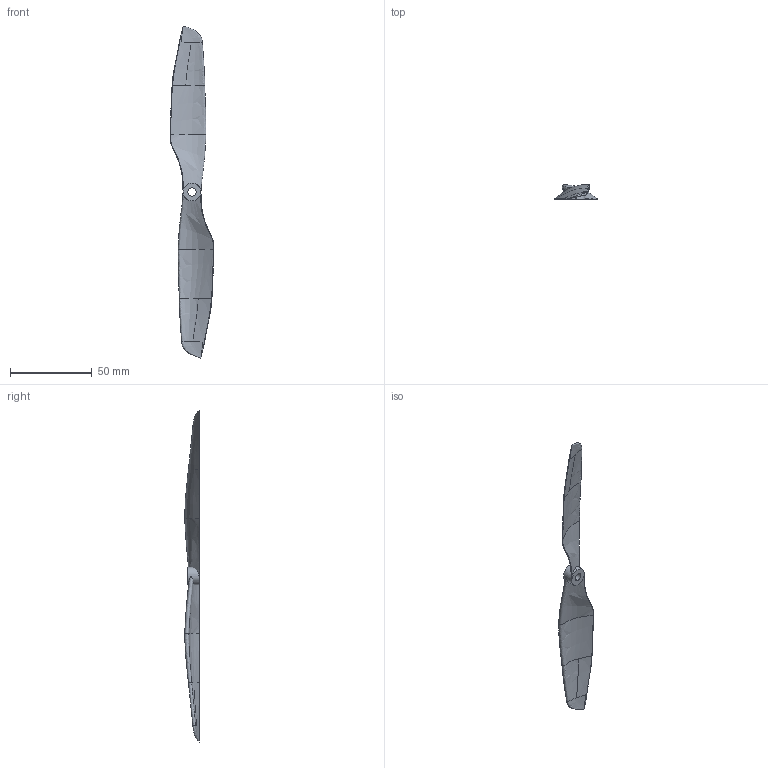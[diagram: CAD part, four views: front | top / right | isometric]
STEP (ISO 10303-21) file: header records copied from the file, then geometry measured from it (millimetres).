
FILE_DESCRIPTION (( 'STEP AP203' ), '1' );
FILE_NAME ('PROPELLER - 8x4.5 CCW.STEP', '2015-08-26T01:39:51', ( 'Guillaume' ), ( '' ), 'SwSTEP 2.0', 'SolidWorks 2014', '' );
FILE_SCHEMA (( 'CONFIG_CONTROL_DESIGN' ));
Length unit declared in the file: millimetre
Products named in the file (2): PROPELLER - 8x4.5 CCW
Bounding box: 26.87 x 9.01 x 203.2 mm (x, y, z)
Volume: 6786.2 mm3; surface area: 8586.2 mm2
Topology: 2 solids, 2 shells, 28 faces, 98 edges, 70 vertices
Faces by surface type: bspline 16, cylinder 8, plane 4
Entity records: 5421 total; most frequent: CARTESIAN_POINT 4476, ORIENTED_EDGE 188, DIRECTION 140, EDGE_CURVE 94, VERTEX_POINT 70, AXIS2_PLACEMENT_3D 58, CIRCLE 44, EDGE_LOOP 32
